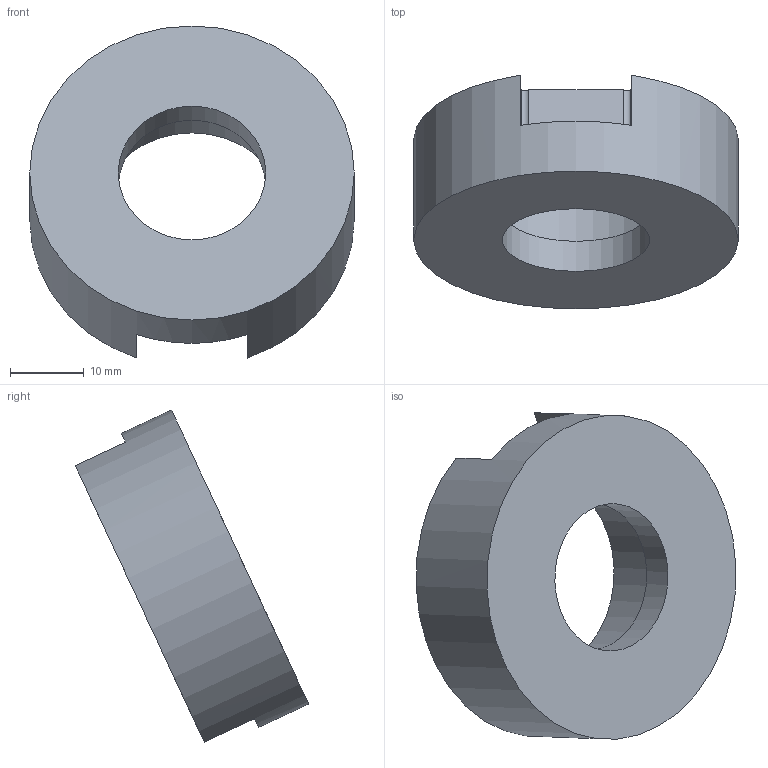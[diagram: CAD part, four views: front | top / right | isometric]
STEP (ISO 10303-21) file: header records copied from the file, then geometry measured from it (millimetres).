
FILE_DESCRIPTION(/* description */ (''),/* implementation_level */ '2;1');
FILE_NAME(/* name */ 'Fdler Solenoidmount.step',/* time_stamp */ '2024-07-27T21:55:21+02:00',/* author */ (''),/* organization */ (''),/* preprocessor_version */ 'ST-DEVELOPER v20',/* originating_system */ 'Autodesk Translation Framework v13.14.0.145',/* authorisation */ '');
FILE_SCHEMA (('AUTOMOTIVE_DESIGN { 1 0 10303 214 3 1 1 }'));
Length unit declared in the file: millimetre
Products named in the file (2): Fädler MB; Solenoid Mount
Assembly tree (1 placements, depth 2):
  Fädler MB
    Solenoid Mount
Bounding box: 44 x 31.63 x 45.02 mm (x, y, z)
Volume: 14559.1 mm3; surface area: 5768.2 mm2
Topology: 1 solids, 1 shells, 30 faces, 81 edges, 54 vertices
Faces by surface type: plane 19, cylinder 11
Full cylindrical faces by diameter (mm): 20 x1, 26 x1, 44 x1
Entity records: 1015 total; most frequent: DIRECTION 173, CARTESIAN_POINT 168, ORIENTED_EDGE 162, EDGE_CURVE 81, AXIS2_PLACEMENT_3D 59, LINE 55, VECTOR 55, VERTEX_POINT 54
